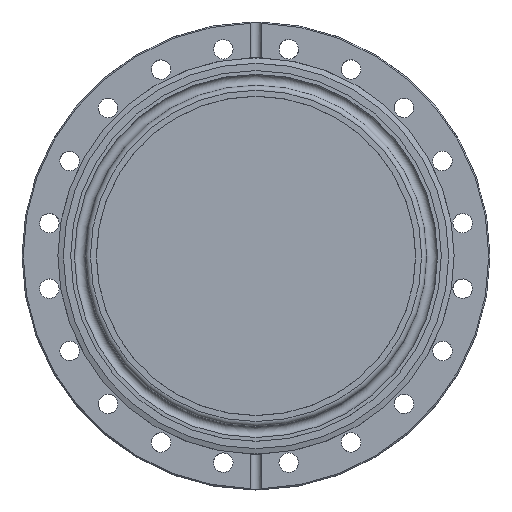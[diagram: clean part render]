
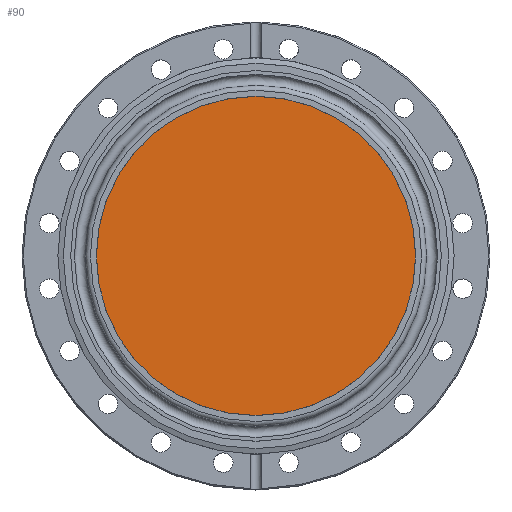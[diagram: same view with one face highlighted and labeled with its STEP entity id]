
A CAD part, top view. The second image highlights one B-rep face of the part: STEP entity #90.
In plain terms, the highlighted planar face has unit normal (0, 0, 1).
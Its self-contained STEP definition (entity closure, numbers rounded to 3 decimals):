
#90 = ADVANCED_FACE( '', ( #171 ), #172, .F. );
#171 = FACE_OUTER_BOUND( '', #250, .T. );
#172 = PLANE( '', #251 );
#250 = EDGE_LOOP( '', ( #380 ) );
#251 = AXIS2_PLACEMENT_3D( '', #381, #382, #383 );
#380 = ORIENTED_EDGE( '', *, *, #567, .F. );
#381 = CARTESIAN_POINT( '', ( 0., 0., 18.415 ) );
#382 = DIRECTION( '', ( 0., 0., -1. ) );
#383 = DIRECTION( '', ( -1., 0., 0. ) );
#567 = EDGE_CURVE( '', #756, #756, #757, .T. );
#756 = VERTEX_POINT( '', #1055 );
#757 = CIRCLE( '', #1056, 69.045 );
#1055 = CARTESIAN_POINT( '', ( -69.045, 0., 18.415 ) );
#1056 = AXIS2_PLACEMENT_3D( '', #1170, #1171, #1172 );
#1170 = CARTESIAN_POINT( '', ( 0., 0., 18.415 ) );
#1171 = DIRECTION( '', ( 0., 0., -1. ) );
#1172 = DIRECTION( '', ( -1., 0., 0. ) );
